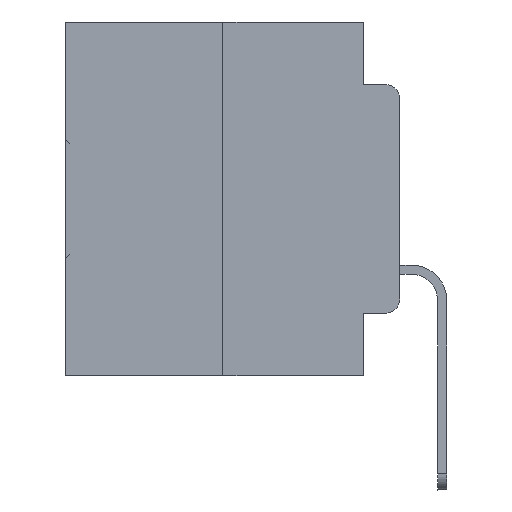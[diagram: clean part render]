
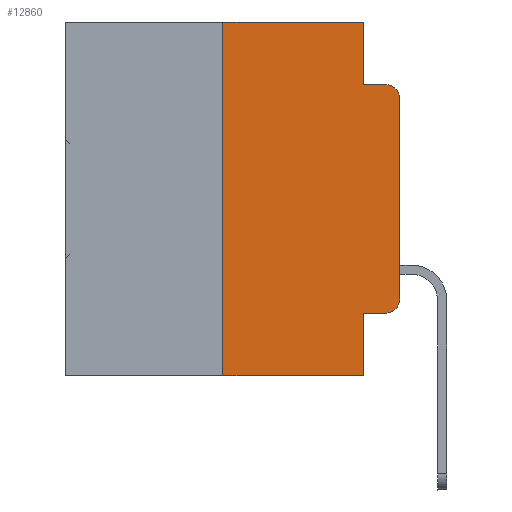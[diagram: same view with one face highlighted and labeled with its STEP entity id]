
A CAD part, left-side view. The second image highlights one B-rep face of the part: STEP entity #12860.
In plain terms, the highlighted planar face has unit normal (-1, 0, 0).
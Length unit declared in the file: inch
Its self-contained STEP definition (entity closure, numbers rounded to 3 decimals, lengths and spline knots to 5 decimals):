
#522 = ORIENTED_EDGE ( 'NONE', *, *, #15380, .F. ) ;
#798 = PLANE ( 'NONE',  #21766 ) ;
#968 = LINE ( 'NONE', #18594, #9267 ) ;
#1131 = DIRECTION ( 'NONE',  ( 0., -1., 0. ) ) ;
#1223 = LINE ( 'NONE', #26510, #18347 ) ;
#1298 = EDGE_CURVE ( 'NONE', #17111, #25702, #28253, .T. ) ;
#1756 = ORIENTED_EDGE ( 'NONE', *, *, #30317, .F. ) ;
#2051 = LINE ( 'NONE', #22499, #15900 ) ;
#2627 = VERTEX_POINT ( 'NONE', #18298 ) ;
#2692 = VERTEX_POINT ( 'NONE', #8329 ) ;
#2793 = EDGE_LOOP ( 'NONE', ( #17902, #15814, #1756, #522, #28036, #13377, #19296, #32552, #5144, #22764 ) ) ;
#2875 = LINE ( 'NONE', #5542, #19975 ) ;
#2886 = AXIS2_PLACEMENT_3D ( 'NONE', #27233, #11773, #17087 ) ;
#2906 = DIRECTION ( 'NONE',  ( 0., -1., 0. ) ) ;
#3371 = CARTESIAN_POINT ( 'NONE',  ( 0., 0.051, 0. ) ) ;
#4611 = VERTEX_POINT ( 'NONE', #9448 ) ;
#5144 = ORIENTED_EDGE ( 'NONE', *, *, #1298, .T. ) ;
#5542 = CARTESIAN_POINT ( 'NONE',  ( 0., 0.051, 0. ) ) ;
#6227 = CARTESIAN_POINT ( 'NONE',  ( 0., 0.02, -0.1085 ) ) ;
#6541 = DIRECTION ( 'NONE',  ( 0., 0., 1. ) ) ;
#6633 = CARTESIAN_POINT ( 'NONE',  ( 0., 0.051, -0.4115 ) ) ;
#6816 = CARTESIAN_POINT ( 'NONE',  ( 0., 0.02, -0.0885 ) ) ;
#6976 = VECTOR ( 'NONE', #1131, 39.37008 ) ;
#7058 = CIRCLE ( 'NONE', #22455, 0.02 ) ;
#7782 = DIRECTION ( 'NONE',  ( 0., -1., 0. ) ) ;
#8042 = DIRECTION ( 'NONE',  ( 0., 0., -1. ) ) ;
#8113 = VECTOR ( 'NONE', #26359, 39.37008 ) ;
#8224 = CARTESIAN_POINT ( 'NONE',  ( 0., 0.25, 0. ) ) ;
#8329 = CARTESIAN_POINT ( 'NONE',  ( 0., 0.051, -0.0885 ) ) ;
#8455 = DIRECTION ( 'NONE',  ( 1., 0., 0. ) ) ;
#9267 = VECTOR ( 'NONE', #16095, 39.37008 ) ;
#9448 = CARTESIAN_POINT ( 'NONE',  ( 0., 0., -0.1085 ) ) ;
#10632 = VERTEX_POINT ( 'NONE', #24379 ) ;
#10786 = FACE_OUTER_BOUND ( 'NONE', #2793, .T. ) ;
#11773 = DIRECTION ( 'NONE',  ( -1., 0., 0. ) ) ;
#12860 = ADVANCED_FACE ( 'NONE', ( #10786 ), #798, .F. ) ;
#13118 = CARTESIAN_POINT ( 'NONE',  ( 0., 0.051, -0.4115 ) ) ;
#13377 = ORIENTED_EDGE ( 'NONE', *, *, #23204, .F. ) ;
#13887 = VERTEX_POINT ( 'NONE', #6816 ) ;
#14471 = EDGE_CURVE ( 'NONE', #2627, #26949, #18049, .T. ) ;
#15380 = EDGE_CURVE ( 'NONE', #26949, #2692, #968, .T. ) ;
#15481 = EDGE_CURVE ( 'NONE', #25702, #22919, #20409, .T. ) ;
#15529 = CARTESIAN_POINT ( 'NONE',  ( 0., 0.02, -0.4115 ) ) ;
#15814 = ORIENTED_EDGE ( 'NONE', *, *, #19227, .T. ) ;
#15900 = VECTOR ( 'NONE', #27185, 39.37008 ) ;
#16095 = DIRECTION ( 'NONE',  ( 0., 0., -1. ) ) ;
#16704 = CARTESIAN_POINT ( 'NONE',  ( 0., 0.25, -0.5 ) ) ;
#17070 = CARTESIAN_POINT ( 'NONE',  ( 0., 0., -0.3915 ) ) ;
#17087 = DIRECTION ( 'NONE',  ( 0., 0., -1. ) ) ;
#17111 = VERTEX_POINT ( 'NONE', #6633 ) ;
#17902 = ORIENTED_EDGE ( 'NONE', *, *, #17993, .T. ) ;
#17993 = EDGE_CURVE ( 'NONE', #22919, #4611, #1223, .T. ) ;
#18049 = LINE ( 'NONE', #30707, #26220 ) ;
#18298 = CARTESIAN_POINT ( 'NONE',  ( 0., 0.25, 0. ) ) ;
#18347 = VECTOR ( 'NONE', #6541, 39.37008 ) ;
#18535 = LINE ( 'NONE', #8224, #8113 ) ;
#18594 = CARTESIAN_POINT ( 'NONE',  ( 0., 0.051, 0. ) ) ;
#19227 = EDGE_CURVE ( 'NONE', #4611, #13887, #7058, .T. ) ;
#19296 = ORIENTED_EDGE ( 'NONE', *, *, #20401, .T. ) ;
#19975 = VECTOR ( 'NONE', #8042, 39.37008 ) ;
#20401 = EDGE_CURVE ( 'NONE', #20633, #10632, #29032, .T. ) ;
#20409 = CIRCLE ( 'NONE', #2886, 0.02 ) ;
#20576 = CARTESIAN_POINT ( 'NONE',  ( 0., 0.473, -0.5 ) ) ;
#20633 = VERTEX_POINT ( 'NONE', #16704 ) ;
#21093 = CARTESIAN_POINT ( 'NONE',  ( 0., 0.473, 0. ) ) ;
#21251 = VECTOR ( 'NONE', #7782, 39.37008 ) ;
#21417 = DIRECTION ( 'NONE',  ( 0., 0., -1. ) ) ;
#21682 = DIRECTION ( 'NONE',  ( 0., 0., -1. ) ) ;
#21766 = AXIS2_PLACEMENT_3D ( 'NONE', #21093, #8455, #21417 ) ;
#21839 = DIRECTION ( 'NONE',  ( -1., 0., 0. ) ) ;
#22455 = AXIS2_PLACEMENT_3D ( 'NONE', #6227, #21839, #21682 ) ;
#22499 = CARTESIAN_POINT ( 'NONE',  ( 0., 0.051, -0.0885 ) ) ;
#22764 = ORIENTED_EDGE ( 'NONE', *, *, #15481, .T. ) ;
#22919 = VERTEX_POINT ( 'NONE', #17070 ) ;
#23204 = EDGE_CURVE ( 'NONE', #20633, #2627, #18535, .T. ) ;
#24379 = CARTESIAN_POINT ( 'NONE',  ( 0., 0.051, -0.5 ) ) ;
#25689 = EDGE_CURVE ( 'NONE', #17111, #10632, #2875, .T. ) ;
#25702 = VERTEX_POINT ( 'NONE', #15529 ) ;
#26220 = VECTOR ( 'NONE', #2906, 39.37008 ) ;
#26359 = DIRECTION ( 'NONE',  ( 0., 0., 1. ) ) ;
#26510 = CARTESIAN_POINT ( 'NONE',  ( 0., 0., 0. ) ) ;
#26949 = VERTEX_POINT ( 'NONE', #3371 ) ;
#27185 = DIRECTION ( 'NONE',  ( 0., -1., 0. ) ) ;
#27233 = CARTESIAN_POINT ( 'NONE',  ( 0., 0.02, -0.3915 ) ) ;
#28036 = ORIENTED_EDGE ( 'NONE', *, *, #14471, .F. ) ;
#28253 = LINE ( 'NONE', #13118, #6976 ) ;
#29032 = LINE ( 'NONE', #20576, #21251 ) ;
#30317 = EDGE_CURVE ( 'NONE', #2692, #13887, #2051, .T. ) ;
#30707 = CARTESIAN_POINT ( 'NONE',  ( 0., 0.473, 0. ) ) ;
#32552 = ORIENTED_EDGE ( 'NONE', *, *, #25689, .F. ) ;
